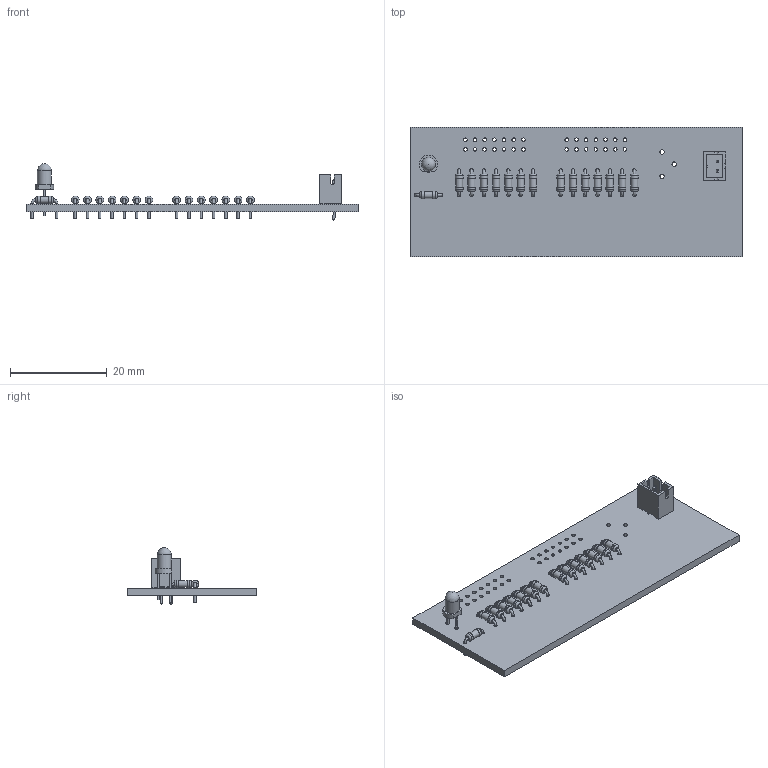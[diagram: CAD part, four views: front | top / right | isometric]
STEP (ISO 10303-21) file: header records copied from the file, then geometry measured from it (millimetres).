
FILE_DESCRIPTION(('KiCad electronic assembly'),'2;1');
FILE_NAME('TR2_shifter_3D_output-test.step','2021-01-03T07:24:50',( 'An Author'),('A Company'),'Open CASCADE STEP processor 6.9', 'KiCad to STEP converter','Unknown');
FILE_SCHEMA(('AUTOMOTIVE_DESIGN { 1 0 10303 214 1 1 1 1 }'));
Length unit declared in the file: millimetre
Products named in the file (8): Open CASCADE STEP translator 6.9 1; R_Axial_DIN0204_L3.6mm_D1.6mm_P5.08mm_Horizontal; SOLID; LED_D3.0mm_IRBlack; JST_PH_B2B-PH-K_1x02_P2.00mm_Vertical; COMPOUND
Assembly tree (21 placements, depth 3):
  Open CASCADE STEP translator 6.9 1
    R_Axial_DIN0204_L3.6mm_D1.6mm_P5.08mm_Horizontal  x15
      SOLID
    LED_D3.0mm_IRBlack
      SOLID
    JST_PH_B2B-PH-K_1x02_P2.00mm_Vertical
      SOLID
    COMPOUND
Bounding box: 68.58 x 26.67 x 11.7 mm (x, y, z)
Volume: 3123 mm3; surface area: 5002.7 mm2
Topology: 18 solids, 18 shells, 405 faces, 843 edges, 539 vertices
Faces by surface type: plane 200, cylinder 144, torus 60, sphere 1
Full cylindrical faces by diameter (mm): 0.5 x30, 0.7 x30, 0.75 x30, 0.9 x5, 1.44 x15, 1.6 x30, 2.9 x1
Entity records: 15539 total; most frequent: CARTESIAN_POINT 3854, DIRECTION 1998, LINE 1248, VECTOR 1248, ORIENTED_EDGE 1040, PCURVE 1040, DEFINITIONAL_REPRESENTATION 1040, EDGE_CURVE 520
